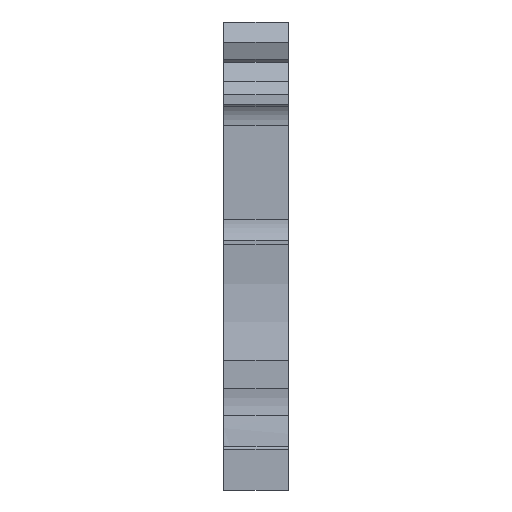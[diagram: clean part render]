
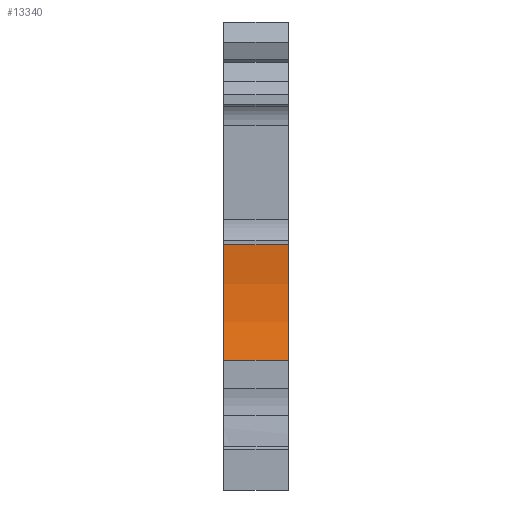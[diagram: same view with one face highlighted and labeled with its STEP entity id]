
A CAD part, front view. The second image highlights one B-rep face of the part: STEP entity #13340.
In plain terms, the highlighted cylindrical face has radius 34 mm (diameter 68 mm), a partial arc.
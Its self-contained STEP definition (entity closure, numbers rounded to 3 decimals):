
#12930=CARTESIAN_POINT('',(-36.649,10.672,
11.4));
#12940=DIRECTION('',(0.,0.,1.));
#12950=DIRECTION('',(1.,0.,0.));
#12960=AXIS2_PLACEMENT_3D('',#12930,#12940,#12950);
#12970=CYLINDRICAL_SURFACE('',#12960,34.);
#12980=CARTESIAN_POINT('',(-4.158,0.655,
11.4));
#12990=DIRECTION('',(0.,0.,1.));
#13000=VECTOR('',#12990,1.);
#13010=LINE('',#12980,#13000);
#13020=CARTESIAN_POINT('',(-4.158,0.655,
8.3));
#13030=VERTEX_POINT('',#13020);
#13040=CARTESIAN_POINT('',(-4.158,0.655,
16.45));
#13050=VERTEX_POINT('',#13040);
#13060=EDGE_CURVE('',#13030,#13050,#13010,.T.);
#13070=ORIENTED_EDGE('',*,*,#13060,.T.);
#13080=CARTESIAN_POINT('',(-36.649,10.672,
8.3));
#13090=DIRECTION('',(0.,0.,1.));
#13100=DIRECTION('',(1.,0.,0.));
#13110=AXIS2_PLACEMENT_3D('',#13080,#13090,#13100);
#13120=CIRCLE('',#13110,34.);
#13130=CARTESIAN_POINT('',(-2.965,15.299,
8.3));
#13140=VERTEX_POINT('',#13130);
#13150=EDGE_CURVE('',#13030,#13140,#13120,.T.);
#13160=ORIENTED_EDGE('',*,*,#13150,.F.);
#13170=CARTESIAN_POINT('',(-2.965,15.299,
9.4));
#13180=DIRECTION('',(0.,0.,1.));
#13190=VECTOR('',#13180,1.);
#13200=LINE('',#13170,#13190);
#13210=CARTESIAN_POINT('',(-2.965,15.299,
16.45));
#13220=VERTEX_POINT('',#13210);
#13230=EDGE_CURVE('',#13140,#13220,#13200,.T.);
#13240=ORIENTED_EDGE('',*,*,#13230,.F.);
#13250=CARTESIAN_POINT('',(-36.649,10.672,
16.45));
#13260=DIRECTION('',(0.,0.,1.));
#13270=DIRECTION('',(1.,0.,0.));
#13280=AXIS2_PLACEMENT_3D('',#13250,#13260,#13270);
#13290=CIRCLE('',#13280,34.);
#13300=EDGE_CURVE('',#13050,#13220,#13290,.T.);
#13310=ORIENTED_EDGE('',*,*,#13300,.T.);
#13320=EDGE_LOOP('',(#13310,#13240,#13160,#13070));
#13330=FACE_OUTER_BOUND('',#13320,.T.);
#13340=ADVANCED_FACE('',(#13330),#12970,.F.);
